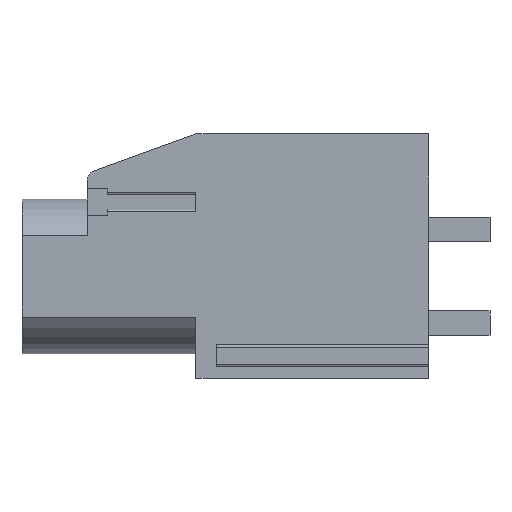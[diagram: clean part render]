
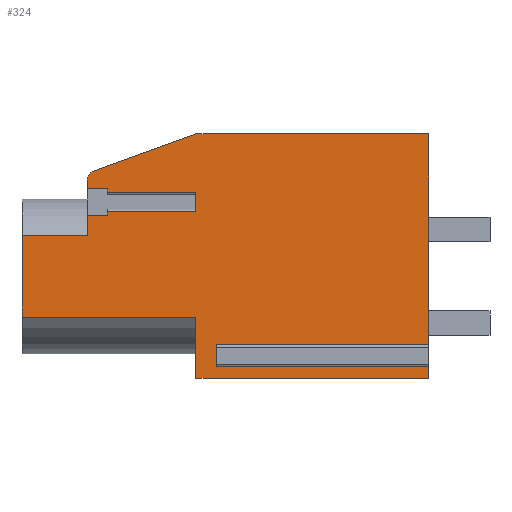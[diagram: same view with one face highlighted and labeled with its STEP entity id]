
A CAD part, left-side view. The second image highlights one B-rep face of the part: STEP entity #324.
In plain terms, the highlighted planar face has unit normal (-1, 0, 0).
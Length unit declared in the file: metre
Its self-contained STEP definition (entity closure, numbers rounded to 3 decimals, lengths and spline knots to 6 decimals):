
#324=ADVANCED_FACE('',(#705),#706,.T.);
#705=FACE_OUTER_BOUND('',#1137,.T.);
#706=PLANE('',#1138);
#1137=EDGE_LOOP('',(#2057,#2058,#2059,#2060,#2061,#2062,#2063,#2064,#2065,#2066,#2067,#2068,#2069,#2070,#2071,#2072,#2073,#2074,#2075,#2076,#2077,#2078));
#1138=AXIS2_PLACEMENT_3D('',#2079,#2080,#2081);
#2057=ORIENTED_EDGE('',*,*,#2768,.F.);
#2058=ORIENTED_EDGE('',*,*,#2760,.T.);
#2059=ORIENTED_EDGE('',*,*,#2706,.F.);
#2060=ORIENTED_EDGE('',*,*,#2938,.T.);
#2061=ORIENTED_EDGE('',*,*,#2939,.T.);
#2062=ORIENTED_EDGE('',*,*,#2890,.T.);
#2063=ORIENTED_EDGE('',*,*,#2687,.T.);
#2064=ORIENTED_EDGE('',*,*,#2787,.F.);
#2065=ORIENTED_EDGE('',*,*,#2940,.T.);
#2066=ORIENTED_EDGE('',*,*,#2607,.T.);
#2067=ORIENTED_EDGE('',*,*,#2893,.T.);
#2068=ORIENTED_EDGE('',*,*,#2573,.T.);
#2069=ORIENTED_EDGE('',*,*,#2941,.T.);
#2070=ORIENTED_EDGE('',*,*,#2916,.T.);
#2071=ORIENTED_EDGE('',*,*,#2942,.T.);
#2072=ORIENTED_EDGE('',*,*,#2943,.F.);
#2073=ORIENTED_EDGE('',*,*,#2602,.T.);
#2074=ORIENTED_EDGE('',*,*,#2813,.F.);
#2075=ORIENTED_EDGE('',*,*,#2776,.F.);
#2076=ORIENTED_EDGE('',*,*,#2909,.F.);
#2077=ORIENTED_EDGE('',*,*,#2644,.F.);
#2078=ORIENTED_EDGE('',*,*,#2944,.T.);
#2079=CARTESIAN_POINT('',(0.0,0.00055,-0.007));
#2080=DIRECTION('',(-1.0,0.0,0.0));
#2081=DIRECTION('',(0.0,0.0,1.0));
#2573=EDGE_CURVE('',#3062,#3067,#3069,.T.);
#2602=EDGE_CURVE('',#3121,#3119,#3122,.T.);
#2607=EDGE_CURVE('',#3130,#3128,#3131,.T.);
#2644=EDGE_CURVE('',#3195,#3197,#3198,.T.);
#2687=EDGE_CURVE('',#3263,#3272,#3274,.T.);
#2706=EDGE_CURVE('',#3300,#3295,#3302,.T.);
#2760=EDGE_CURVE('',#3386,#3295,#3387,.T.);
#2768=EDGE_CURVE('',#3386,#3399,#3400,.T.);
#2776=EDGE_CURVE('',#3413,#3415,#3416,.T.);
#2787=EDGE_CURVE('',#3433,#3272,#3434,.T.);
#2813=EDGE_CURVE('',#3415,#3119,#3470,.T.);
#2890=EDGE_CURVE('',#3577,#3263,#3578,.T.);
#2893=EDGE_CURVE('',#3128,#3062,#3581,.T.);
#2909=EDGE_CURVE('',#3197,#3413,#3603,.T.);
#2916=EDGE_CURVE('',#3613,#3611,#3614,.T.);
#2938=EDGE_CURVE('',#3300,#3642,#3643,.T.);
#2939=EDGE_CURVE('',#3642,#3577,#3644,.T.);
#2940=EDGE_CURVE('',#3433,#3130,#3645,.T.);
#2941=EDGE_CURVE('',#3067,#3613,#3646,.T.);
#2942=EDGE_CURVE('',#3611,#3647,#3648,.T.);
#2943=EDGE_CURVE('',#3121,#3647,#3649,.T.);
#2944=EDGE_CURVE('',#3195,#3399,#3650,.T.);
#3062=VERTEX_POINT('',#3784);
#3067=VERTEX_POINT('',#3791);
#3069=LINE('',#3794,#3795);
#3119=VERTEX_POINT('',#3862);
#3121=VERTEX_POINT('',#3865);
#3122=LINE('',#3866,#3867);
#3128=VERTEX_POINT('',#3875);
#3130=VERTEX_POINT('',#3877);
#3131=LINE('',#3878,#3879);
#3195=VERTEX_POINT('',#3985);
#3197=VERTEX_POINT('',#3987);
#3198=LINE('',#3988,#3989);
#3263=VERTEX_POINT('',#4078);
#3272=VERTEX_POINT('',#4090);
#3274=LINE('',#4092,#4093);
#3295=VERTEX_POINT('',#4124);
#3300=VERTEX_POINT('',#4131);
#3302=LINE('',#4134,#4135);
#3386=VERTEX_POINT('',#4257);
#3387=LINE('',#4258,#4259);
#3399=VERTEX_POINT('',#4277);
#3400=LINE('',#4278,#4279);
#3413=VERTEX_POINT('',#4295);
#3415=VERTEX_POINT('',#4297);
#3416=LINE('',#4298,#4299);
#3433=VERTEX_POINT('',#4333);
#3434=LINE('',#4334,#4335);
#3470=LINE('',#4387,#4388);
#3577=VERTEX_POINT('',#4574);
#3578=LINE('',#4575,#4576);
#3581=LINE('',#4580,#4581);
#3603=LINE('',#4613,#4614);
#3611=VERTEX_POINT('',#4624);
#3613=VERTEX_POINT('',#4627);
#3614=LINE('',#4628,#4629);
#3642=VERTEX_POINT('',#4667);
#3643=CIRCLE('',#4668,0.0005);
#3644=LINE('',#4669,#4670);
#3645=LINE('',#4671,#4672);
#3646=LINE('',#4673,#4674);
#3647=VERTEX_POINT('',#4675);
#3648=LINE('',#4676,#4677);
#3649=LINE('',#4678,#4679);
#3650=LINE('',#4680,#4681);
#3784=CARTESIAN_POINT('',(0.0,0.0158,-0.003999));
#3791=CARTESIAN_POINT('',(0.0,0.0168,-0.003999));
#3794=CARTESIAN_POINT('',(0.0,0.0163,-0.003999));
#3795=VECTOR('',#4871,1.0);
#3862=CARTESIAN_POINT('',(0.0,0.01145,-0.012));
#3865=CARTESIAN_POINT('',(0.0,0.01145,-0.009));
#3866=CARTESIAN_POINT('',(0.0,0.01145,-0.003349));
#3867=VECTOR('',#4902,1.0);
#3875=CARTESIAN_POINT('',(0.,0.0158,-0.003829));
#3877=CARTESIAN_POINT('',(0.0,0.01145,-0.003829));
#3878=CARTESIAN_POINT('',(0.,-0.011701,-0.003829));
#3879=VECTOR('',#4908,1.0);
#3985=CARTESIAN_POINT('',(0.,0.01045,-0.01044));
#3987=CARTESIAN_POINT('',(0.0,0.01045,-0.01136));
#3988=CARTESIAN_POINT('',(0.0,0.01045,-0.007));
#3989=VECTOR('',#4959,1.0);
#4078=CARTESIAN_POINT('',(0.0,0.0158,-0.002699));
#4090=CARTESIAN_POINT('',(0.0,0.0158,-0.002869));
#4092=CARTESIAN_POINT('',(0.0,0.0158,-0.008955));
#4093=VECTOR('',#5011,1.0);
#4124=CARTESIAN_POINT('',(0.0,0.01145,0.0));
#4131=CARTESIAN_POINT('',(0.0,0.016471,-0.001827));
#4134=CARTESIAN_POINT('',(0.0,0.004075,0.002684));
#4135=VECTOR('',#5025,1.0);
#4257=CARTESIAN_POINT('',(0.0,0.0,0.0));
#4258=CARTESIAN_POINT('',(0.0,0.00055,0.0));
#4259=VECTOR('',#5073,1.0);
#4277=CARTESIAN_POINT('',(0.0,0.0,-0.01044));
#4278=CARTESIAN_POINT('',(0.0,0.0,-0.007));
#4279=VECTOR('',#5080,1.0);
#4295=CARTESIAN_POINT('',(0.0,0.0,-0.01136));
#4297=CARTESIAN_POINT('',(0.,0.0,-0.012));
#4298=CARTESIAN_POINT('',(0.0,0.0,-0.007));
#4299=VECTOR('',#5096,1.0);
#4333=CARTESIAN_POINT('',(0.0,0.01145,-0.002869));
#4334=CARTESIAN_POINT('',(0.,-0.011701,-0.002869));
#4335=VECTOR('',#5107,1.0);
#4387=CARTESIAN_POINT('',(0.0,0.0054,-0.012));
#4388=VECTOR('',#5133,1.0);
#4574=CARTESIAN_POINT('',(0.0,0.0168,-0.002699));
#4575=CARTESIAN_POINT('',(0.0,0.0163,-0.002699));
#4576=VECTOR('',#5214,1.0);
#4580=CARTESIAN_POINT('',(0.0,0.0158,-0.008855));
#4581=VECTOR('',#5216,1.0);
#4613=CARTESIAN_POINT('',(0.,-0.00005,-0.01136));
#4614=VECTOR('',#5227,1.0);
#4624=CARTESIAN_POINT('',(0.0,0.02,-0.005));
#4627=CARTESIAN_POINT('',(0.0,0.0168,-0.005));
#4628=CARTESIAN_POINT('',(0.0,0.0178,-0.005));
#4629=VECTOR('',#5231,1.0);
#4667=CARTESIAN_POINT('',(0.0,0.0168,-0.002297));
#4668=AXIS2_PLACEMENT_3D('',#5254,#5255,#5256);
#4669=CARTESIAN_POINT('',(0.0,0.0168,-0.007));
#4670=VECTOR('',#5257,1.0);
#4671=CARTESIAN_POINT('',(0.0,0.01145,-0.003349));
#4672=VECTOR('',#5258,1.0);
#4673=CARTESIAN_POINT('',(0.0,0.0168,-0.007));
#4674=VECTOR('',#5259,1.0);
#4675=CARTESIAN_POINT('',(0.0,0.02,-0.009));
#4676=CARTESIAN_POINT('',(0.0,0.02,-0.009));
#4677=VECTOR('',#5260,1.0);
#4678=CARTESIAN_POINT('',(0.0,0.0178,-0.009));
#4679=VECTOR('',#5261,1.0);
#4680=CARTESIAN_POINT('',(0.,-0.00005,-0.01044));
#4681=VECTOR('',#5262,1.0);
#4871=DIRECTION('',(0.0,1.0,0.0));
#4902=DIRECTION('',(0.0,0.0,-1.0));
#4908=DIRECTION('',(0.,1.0,0.));
#4959=DIRECTION('',(0.0,0.0,-1.0));
#5011=DIRECTION('',(0.,0.,-1.0));
#5025=DIRECTION('',(0.0,-0.94,0.342));
#5073=DIRECTION('',(0.0,1.0,0.0));
#5080=DIRECTION('',(0.0,0.0,-1.0));
#5096=DIRECTION('',(0.0,0.0,-1.0));
#5107=DIRECTION('',(0.,1.0,0.));
#5133=DIRECTION('',(0.,1.0,0.0));
#5214=DIRECTION('',(0.0,-1.0,0.0));
#5216=DIRECTION('',(0.,0.,-1.0));
#5227=DIRECTION('',(0.,-1.0,0.));
#5231=DIRECTION('',(0.0,1.0,0.0));
#5254=CARTESIAN_POINT('',(0.0,0.0163,-0.002297));
#5255=DIRECTION('',(-1.0,0.0,0.0));
#5256=DIRECTION('',(0.0,0.0,1.0));
#5257=DIRECTION('',(0.0,0.0,-1.0));
#5258=DIRECTION('',(0.0,0.0,-1.0));
#5259=DIRECTION('',(0.0,0.0,-1.0));
#5260=DIRECTION('',(0.0,0.0,-1.0));
#5261=DIRECTION('',(0.0,1.0,0.0));
#5262=DIRECTION('',(0.,-1.0,0.));
